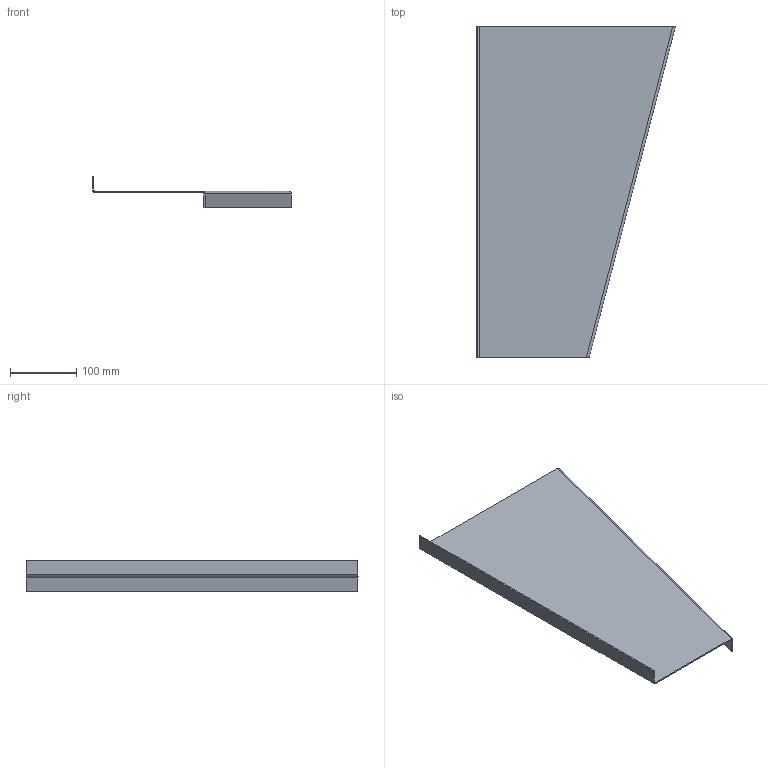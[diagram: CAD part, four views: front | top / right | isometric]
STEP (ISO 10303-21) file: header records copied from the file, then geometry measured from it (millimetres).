
FILE_DESCRIPTION(/* description */ ('t=2 mm'),/* implementation_level */ '2;1');
FILE_NAME(/* name */ 'Part4.stp',/* time_stamp */ '2023-12-08T12:44:47+05:30',/* author */ ('SUW'),/* organization */ (''),/* preprocessor_version */ 'ST-DEVELOPER v19',/* originating_system */ 'Autodesk Inventor 2023',/* authorisation */ '');
FILE_SCHEMA (('AUTOMOTIVE_DESIGN { 1 0 10303 214 3 1 1 }'));
Length unit declared in the file: millimetre
Products named in the file (1): Part4
Bounding box: 300 x 500.72 x 48 mm (x, y, z)
Volume: 279001.5 mm3; surface area: 282150.4 mm2
Topology: 1 solids, 1 shells, 22 faces, 46 edges, 26 vertices
Faces by surface type: plane 16, cylinder 4, bspline 2
Entity records: 653 total; most frequent: CARTESIAN_POINT 157, ORIENTED_EDGE 92, DIRECTION 88, EDGE_CURVE 46, LINE 38, VECTOR 38, VERTEX_POINT 26, AXIS2_PLACEMENT_3D 25
